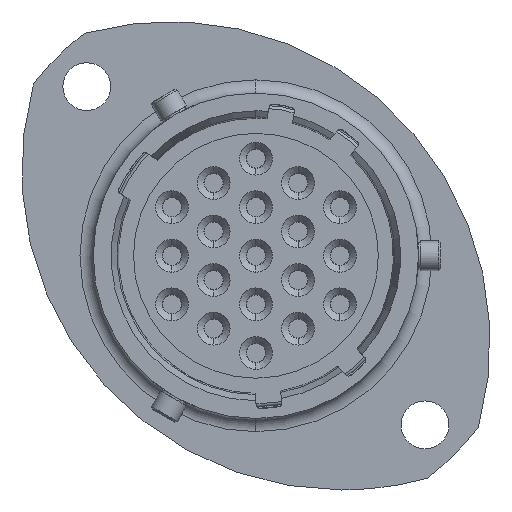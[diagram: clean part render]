
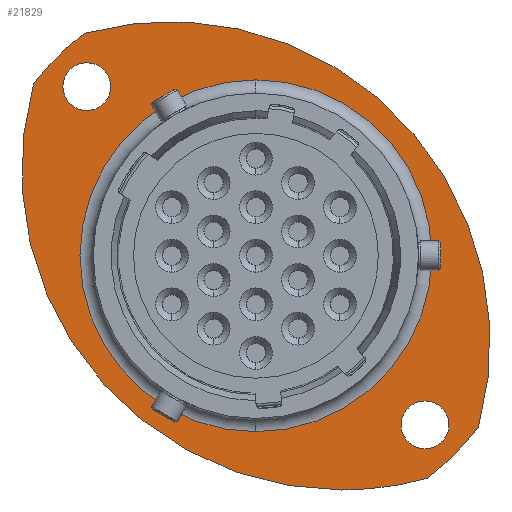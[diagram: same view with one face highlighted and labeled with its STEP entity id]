
A CAD part, left-side view. The second image highlights one B-rep face of the part: STEP entity #21829.
In plain terms, the highlighted planar face has unit normal (-1, 0, 0).
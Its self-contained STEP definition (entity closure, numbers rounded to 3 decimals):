
#248 = DIRECTION ( 'NONE',  ( -1., 0., 0. ) ) ;
#294 = ORIENTED_EDGE ( 'NONE', *, *, #25757, .F. ) ;
#599 = CARTESIAN_POINT ( 'NONE',  ( 15.98, 11.055, 0. ) ) ;
#941 = EDGE_CURVE ( 'NONE', #3618, #6236, #25784, .T. ) ;
#1494 = DIRECTION ( 'NONE',  ( 0., 0., -1. ) ) ;
#1744 = VERTEX_POINT ( 'NONE', #27539 ) ;
#1827 = DIRECTION ( 'NONE',  ( 0., 0., 1. ) ) ;
#2417 = AXIS2_PLACEMENT_3D ( 'NONE', #19861, #4753, #22353 ) ;
#2544 = CARTESIAN_POINT ( 'NONE',  ( 15.98, 0., 11.955 ) ) ;
#2561 = VERTEX_POINT ( 'NONE', #2800 ) ;
#2800 = CARTESIAN_POINT ( 'NONE',  ( 15.98, 11.49, 13.115 ) ) ;
#3148 = DIRECTION ( 'NONE',  ( 0., 0., -1. ) ) ;
#3174 = AXIS2_PLACEMENT_3D ( 'NONE', #15379, #248, #17913 ) ;
#3338 = ORIENTED_EDGE ( 'NONE', *, *, #4328, .T. ) ;
#3618 = VERTEX_POINT ( 'NONE', #22008 ) ;
#3759 = CARTESIAN_POINT ( 'NONE',  ( 15.98, 0., -11.955 ) ) ;
#3875 = CIRCLE ( 'NONE', #29291, 21.75 ) ;
#4005 = CIRCLE ( 'NONE', #21701, 21.75 ) ;
#4060 = EDGE_CURVE ( 'NONE', #29604, #14549, #4865, .T. ) ;
#4328 = EDGE_CURVE ( 'NONE', #6236, #6642, #12317, .T. ) ;
#4412 = EDGE_CURVE ( 'NONE', #22738, #22516, #19432, .T. ) ;
#4753 = DIRECTION ( 'NONE',  ( -1., 0., 0. ) ) ;
#4865 = CIRCLE ( 'NONE', #14592, 19.1 ) ;
#5148 = EDGE_CURVE ( 'NONE', #22516, #22738, #22403, .T. ) ;
#5261 = CARTESIAN_POINT ( 'NONE',  ( 15.98, 11.49, 9.865 ) ) ;
#5322 = CIRCLE ( 'NONE', #27444, 1.625 ) ;
#5832 = EDGE_CURVE ( 'NONE', #1744, #29549, #24600, .T. ) ;
#6197 = CARTESIAN_POINT ( 'NONE',  ( 15.98, 15.118, 11.673 ) ) ;
#6236 = VERTEX_POINT ( 'NONE', #9568 ) ;
#6337 = EDGE_CURVE ( 'NONE', #28692, #2561, #5322, .T. ) ;
#6642 = VERTEX_POINT ( 'NONE', #31387 ) ;
#6709 = FACE_OUTER_BOUND ( 'NONE', #11304, .T. ) ;
#6853 = ORIENTED_EDGE ( 'NONE', *, *, #4060, .T. ) ;
#6884 = ORIENTED_EDGE ( 'NONE', *, *, #23651, .T. ) ;
#7205 = CARTESIAN_POINT ( 'NONE',  ( 15.98, -11.49, -13.115 ) ) ;
#7282 = CARTESIAN_POINT ( 'NONE',  ( 15.98, -5.834, 5.834 ) ) ;
#7503 = FACE_BOUND ( 'NONE', #17670, .T. ) ;
#8046 = CARTESIAN_POINT ( 'NONE',  ( 15.98, 11.49, 11.49 ) ) ;
#8217 = ORIENTED_EDGE ( 'NONE', *, *, #5148, .T. ) ;
#8264 = DIRECTION ( 'NONE',  ( -1., 0., 0. ) ) ;
#8579 = EDGE_CURVE ( 'NONE', #2561, #28692, #19551, .T. ) ;
#8740 = DIRECTION ( 'NONE',  ( -1., 0., 0. ) ) ;
#9568 = CARTESIAN_POINT ( 'NONE',  ( 15.98, -11.673, -15.118 ) ) ;
#9836 = DIRECTION ( 'NONE',  ( 0., 0., -1. ) ) ;
#10102 = EDGE_LOOP ( 'NONE', ( #294, #23017 ) ) ;
#10580 = DIRECTION ( 'NONE',  ( 0., 0., -1. ) ) ;
#10834 = DIRECTION ( 'NONE',  ( 1., 0., 0. ) ) ;
#11304 = EDGE_LOOP ( 'NONE', ( #20701, #24935, #3338, #6884, #6853 ) ) ;
#11521 = DIRECTION ( 'NONE',  ( -1., 0., 0. ) ) ;
#12317 = CIRCLE ( 'NONE', #3174, 19.1 ) ;
#13426 = FACE_BOUND ( 'NONE', #16671, .T. ) ;
#13724 = AXIS2_PLACEMENT_3D ( 'NONE', #23278, #8264, #25783 ) ;
#14549 = VERTEX_POINT ( 'NONE', #6197 ) ;
#14592 = AXIS2_PLACEMENT_3D ( 'NONE', #31821, #16959, #1827 ) ;
#14626 = AXIS2_PLACEMENT_3D ( 'NONE', #31496, #16626, #1494 ) ;
#15083 = DIRECTION ( 'NONE',  ( -1., 0., 0. ) ) ;
#15123 = ORIENTED_EDGE ( 'NONE', *, *, #6337, .F. ) ;
#15379 = CARTESIAN_POINT ( 'NONE',  ( 15.98, 0., 0. ) ) ;
#16626 = DIRECTION ( 'NONE',  ( 1., 0., 0. ) ) ;
#16640 = CIRCLE ( 'NONE', #13724, 1.625 ) ;
#16671 = EDGE_LOOP ( 'NONE', ( #8217, #17534 ) ) ;
#16959 = DIRECTION ( 'NONE',  ( -1., 0., 0. ) ) ;
#17534 = ORIENTED_EDGE ( 'NONE', *, *, #4412, .T. ) ;
#17670 = EDGE_LOOP ( 'NONE', ( #15123, #28777 ) ) ;
#17913 = DIRECTION ( 'NONE',  ( 0., 0., 1. ) ) ;
#18260 = DIRECTION ( 'NONE',  ( 1., 0., 0. ) ) ;
#19432 = CIRCLE ( 'NONE', #31718, 11.955 ) ;
#19551 = CIRCLE ( 'NONE', #27998, 1.625 ) ;
#19861 = CARTESIAN_POINT ( 'NONE',  ( 15.98, -11.49, -11.49 ) ) ;
#19889 = CARTESIAN_POINT ( 'NONE',  ( 15.98, 11.673, 15.118 ) ) ;
#20701 = ORIENTED_EDGE ( 'NONE', *, *, #25545, .T. ) ;
#21701 = AXIS2_PLACEMENT_3D ( 'NONE', #7282, #24811, #9836 ) ;
#21829 = ADVANCED_FACE ( 'NONE', ( #13426, #7503, #26713, #6709 ), #23150, .F. ) ;
#22008 = CARTESIAN_POINT ( 'NONE',  ( 15.98, -5.834, -15.916 ) ) ;
#22353 = DIRECTION ( 'NONE',  ( 0., 0., -1. ) ) ;
#22403 = CIRCLE ( 'NONE', #14626, 11.955 ) ;
#22516 = VERTEX_POINT ( 'NONE', #3759 ) ;
#22738 = VERTEX_POINT ( 'NONE', #2544 ) ;
#23017 = ORIENTED_EDGE ( 'NONE', *, *, #5832, .F. ) ;
#23150 = PLANE ( 'NONE',  #31780 ) ;
#23278 = CARTESIAN_POINT ( 'NONE',  ( 15.98, -11.49, -11.49 ) ) ;
#23651 = EDGE_CURVE ( 'NONE', #6642, #29604, #3875, .T. ) ;
#23766 = CARTESIAN_POINT ( 'NONE',  ( 15.98, 5.834, -5.834 ) ) ;
#24600 = CIRCLE ( 'NONE', #2417, 1.625 ) ;
#24811 = DIRECTION ( 'NONE',  ( -1., 0., 0. ) ) ;
#24935 = ORIENTED_EDGE ( 'NONE', *, *, #941, .T. ) ;
#25545 = EDGE_CURVE ( 'NONE', #14549, #3618, #4005, .T. ) ;
#25558 = DIRECTION ( 'NONE',  ( -1., 0., 0. ) ) ;
#25757 = EDGE_CURVE ( 'NONE', #29549, #1744, #16640, .T. ) ;
#25783 = DIRECTION ( 'NONE',  ( 0., 0., -1. ) ) ;
#25784 = CIRCLE ( 'NONE', #31329, 21.75 ) ;
#25830 = CARTESIAN_POINT ( 'NONE',  ( 15.98, 0., 0. ) ) ;
#26280 = DIRECTION ( 'NONE',  ( 0., 0., -1. ) ) ;
#26508 = CARTESIAN_POINT ( 'NONE',  ( 15.98, -5.834, 5.834 ) ) ;
#26713 = FACE_BOUND ( 'NONE', #10102, .T. ) ;
#27444 = AXIS2_PLACEMENT_3D ( 'NONE', #30003, #15083, #32515 ) ;
#27539 = CARTESIAN_POINT ( 'NONE',  ( 15.98, -11.49, -9.865 ) ) ;
#27998 = AXIS2_PLACEMENT_3D ( 'NONE', #8046, #25558, #10580 ) ;
#28316 = DIRECTION ( 'NONE',  ( 0., 0., -1. ) ) ;
#28692 = VERTEX_POINT ( 'NONE', #5261 ) ;
#28777 = ORIENTED_EDGE ( 'NONE', *, *, #8579, .F. ) ;
#29022 = DIRECTION ( 'NONE',  ( 0., 0., -1. ) ) ;
#29291 = AXIS2_PLACEMENT_3D ( 'NONE', #23766, #8740, #26280 ) ;
#29549 = VERTEX_POINT ( 'NONE', #7205 ) ;
#29604 = VERTEX_POINT ( 'NONE', #19889 ) ;
#30003 = CARTESIAN_POINT ( 'NONE',  ( 15.98, 11.49, 11.49 ) ) ;
#31329 = AXIS2_PLACEMENT_3D ( 'NONE', #26508, #11521, #29022 ) ;
#31387 = CARTESIAN_POINT ( 'NONE',  ( 15.98, -15.118, -11.673 ) ) ;
#31496 = CARTESIAN_POINT ( 'NONE',  ( 15.98, 0., 0. ) ) ;
#31718 = AXIS2_PLACEMENT_3D ( 'NONE', #25830, #10834, #28316 ) ;
#31780 = AXIS2_PLACEMENT_3D ( 'NONE', #599, #18260, #3148 ) ;
#31821 = CARTESIAN_POINT ( 'NONE',  ( 15.98, 0., 0. ) ) ;
#32515 = DIRECTION ( 'NONE',  ( 0., 0., -1. ) ) ;
